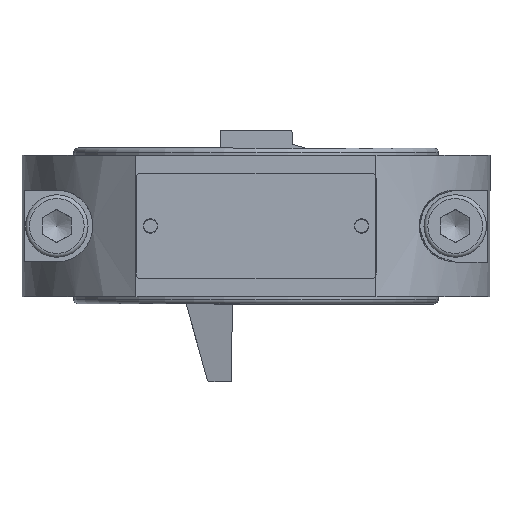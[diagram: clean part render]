
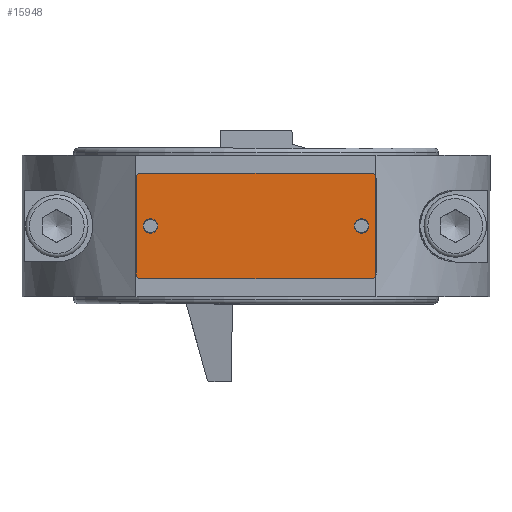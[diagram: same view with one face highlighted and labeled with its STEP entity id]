
A CAD part, front view. The second image highlights one B-rep face of the part: STEP entity #15948.
In plain terms, the highlighted face is planar.
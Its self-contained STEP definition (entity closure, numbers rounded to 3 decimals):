
#15784=CARTESIAN_POINT('',(-20.5,0.,-0.25));
#15785=VERTEX_POINT('',#15784);
#15786=CARTESIAN_POINT('',(-22.0,0.0,-0.25));
#15787=DIRECTION('',(0.0,0.0,1.0));
#15788=DIRECTION('',(-1.0,0.0,0.0));
#15789=AXIS2_PLACEMENT_3D('',#15786,#15787,#15788);
#15790=CIRCLE('',#15789,1.5);
#15791=EDGE_CURVE('',#15785,#15785,#15790,.T.);
#15812=CARTESIAN_POINT('',(23.5,0.,-0.25));
#15813=VERTEX_POINT('',#15812);
#15814=CARTESIAN_POINT('',(22.0,0.0,-0.25));
#15815=DIRECTION('',(0.0,0.0,1.0));
#15816=DIRECTION('',(-1.0,0.0,0.0));
#15817=AXIS2_PLACEMENT_3D('',#15814,#15815,#15816);
#15818=CIRCLE('',#15817,1.5);
#15819=EDGE_CURVE('',#15813,#15813,#15818,.T.);
#15851=CARTESIAN_POINT('',(-24.,11.0,-0.25));
#15852=VERTEX_POINT('',#15851);
#15859=CARTESIAN_POINT('',(-25.,10.0,-0.25));
#15860=VERTEX_POINT('',#15859);
#15861=CARTESIAN_POINT('',(-24.,10.0,-0.25));
#15862=DIRECTION('',(0.0,0.0,1.0));
#15863=DIRECTION('',(-0.707,0.707,0.0));
#15864=AXIS2_PLACEMENT_3D('',#15861,#15862,#15863);
#15865=CIRCLE('',#15864,1.);
#15866=EDGE_CURVE('',#15852,#15860,#15865,.T.);
#15877=CARTESIAN_POINT('',(0.,0.,-0.25));
#15878=DIRECTION('',(0.0,0.0,1.0));
#15879=DIRECTION('',(1.0,0.0,0.0));
#15880=AXIS2_PLACEMENT_3D('',#15877,#15878,#15879);
#15881=PLANE('',#15880);
#15882=ORIENTED_EDGE('',*,*,#15866,.F.);
#15883=CARTESIAN_POINT('',(24.0,11.,-0.25));
#15884=VERTEX_POINT('',#15883);
#15885=CARTESIAN_POINT('',(24.0,11.,-0.25));
#15886=DIRECTION('',(-1.0,0.0,0.0));
#15887=VECTOR('',#15886,48.);
#15888=LINE('',#15885,#15887);
#15889=EDGE_CURVE('',#15884,#15852,#15888,.T.);
#15890=ORIENTED_EDGE('',*,*,#15889,.F.);
#15891=CARTESIAN_POINT('',(25.0,10.,-0.25));
#15892=VERTEX_POINT('',#15891);
#15893=CARTESIAN_POINT('',(24.0,10.,-0.25));
#15894=DIRECTION('',(0.0,0.0,1.0));
#15895=DIRECTION('',(0.707,0.707,0.0));
#15896=AXIS2_PLACEMENT_3D('',#15893,#15894,#15895);
#15897=CIRCLE('',#15896,1.);
#15898=EDGE_CURVE('',#15892,#15884,#15897,.T.);
#15899=ORIENTED_EDGE('',*,*,#15898,.F.);
#15900=CARTESIAN_POINT('',(25.0,-10.,-0.25));
#15901=VERTEX_POINT('',#15900);
#15902=CARTESIAN_POINT('',(25.0,-10.,-0.25));
#15903=DIRECTION('',(0.0,1.0,0.0));
#15904=VECTOR('',#15903,20.);
#15905=LINE('',#15902,#15904);
#15906=EDGE_CURVE('',#15901,#15892,#15905,.T.);
#15907=ORIENTED_EDGE('',*,*,#15906,.F.);
#15908=CARTESIAN_POINT('',(24.,-11.,-0.25));
#15909=VERTEX_POINT('',#15908);
#15910=CARTESIAN_POINT('',(24.,-10.,-0.25));
#15911=DIRECTION('',(0.0,0.0,1.0));
#15912=DIRECTION('',(0.707,-0.707,0.0));
#15913=AXIS2_PLACEMENT_3D('',#15910,#15911,#15912);
#15914=CIRCLE('',#15913,1.);
#15915=EDGE_CURVE('',#15909,#15901,#15914,.T.);
#15916=ORIENTED_EDGE('',*,*,#15915,.F.);
#15917=CARTESIAN_POINT('',(-24.,-11.0,-0.25));
#15918=VERTEX_POINT('',#15917);
#15919=CARTESIAN_POINT('',(-24.,-11.0,-0.25));
#15920=DIRECTION('',(1.0,0.0,0.0));
#15921=VECTOR('',#15920,48.0);
#15922=LINE('',#15919,#15921);
#15923=EDGE_CURVE('',#15918,#15909,#15922,.T.);
#15924=ORIENTED_EDGE('',*,*,#15923,.F.);
#15925=CARTESIAN_POINT('',(-25.,-10.0,-0.25));
#15926=VERTEX_POINT('',#15925);
#15927=CARTESIAN_POINT('',(-24.,-10.0,-0.25));
#15928=DIRECTION('',(0.0,0.0,1.0));
#15929=DIRECTION('',(-0.707,-0.707,0.0));
#15930=AXIS2_PLACEMENT_3D('',#15927,#15928,#15929);
#15931=CIRCLE('',#15930,1.);
#15932=EDGE_CURVE('',#15926,#15918,#15931,.T.);
#15933=ORIENTED_EDGE('',*,*,#15932,.F.);
#15934=CARTESIAN_POINT('',(-25.,10.0,-0.25));
#15935=DIRECTION('',(0.0,-1.0,0.0));
#15936=VECTOR('',#15935,20.0);
#15937=LINE('',#15934,#15936);
#15938=EDGE_CURVE('',#15860,#15926,#15937,.T.);
#15939=ORIENTED_EDGE('',*,*,#15938,.F.);
#15940=EDGE_LOOP('',(#15882,#15890,#15899,#15907,#15916,#15924,#15933,#15939));
#15941=FACE_OUTER_BOUND('',#15940,.T.);
#15942=ORIENTED_EDGE('',*,*,#15791,.T.);
#15943=EDGE_LOOP('',(#15942));
#15944=FACE_BOUND('',#15943,.T.);
#15945=ORIENTED_EDGE('',*,*,#15819,.T.);
#15946=EDGE_LOOP('',(#15945));
#15947=FACE_BOUND('',#15946,.T.);
#15948=ADVANCED_FACE('',(#15941,#15944,#15947),#15881,.F.);
